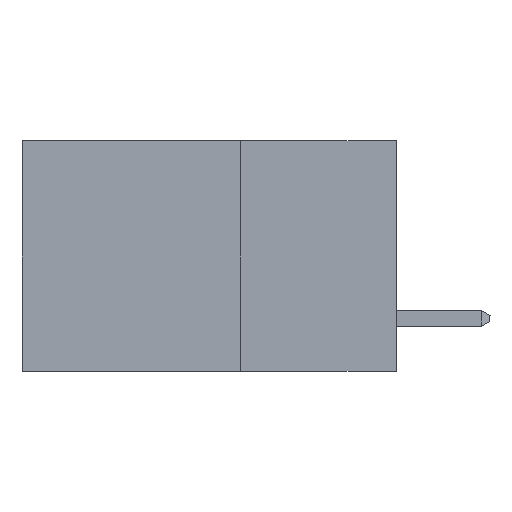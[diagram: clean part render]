
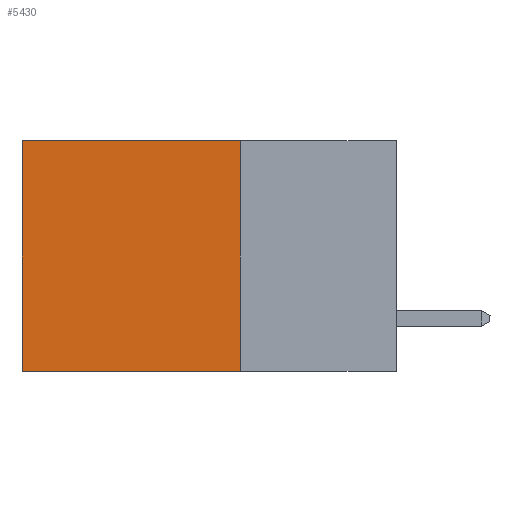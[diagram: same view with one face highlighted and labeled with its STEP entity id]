
A CAD part, left-side view. The second image highlights one B-rep face of the part: STEP entity #5430.
In plain terms, the highlighted planar face has unit normal (-1, 0, 0).
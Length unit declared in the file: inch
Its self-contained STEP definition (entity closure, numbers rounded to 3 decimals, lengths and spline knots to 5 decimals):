
#395 = FACE_OUTER_BOUND ( 'NONE', #13640, .T. ) ;
#477 = CARTESIAN_POINT ( 'NONE',  ( 0.2615, 0.25, -0.37 ) ) ;
#581 = LINE ( 'NONE', #2867, #13990 ) ;
#1434 = CARTESIAN_POINT ( 'NONE',  ( 0.2615, 0.25, -0.37 ) ) ;
#2107 = VECTOR ( 'NONE', #8006, 39.37008 ) ;
#2348 = ORIENTED_EDGE ( 'NONE', *, *, #10998, .T. ) ;
#2474 = DIRECTION ( 'NONE',  ( 1., 0., 0. ) ) ;
#2741 = CARTESIAN_POINT ( 'NONE',  ( 0.2615, 0.25, 0. ) ) ;
#2867 = CARTESIAN_POINT ( 'NONE',  ( 0.2615, 0.6, -0.37 ) ) ;
#3608 = CARTESIAN_POINT ( 'NONE',  ( 0.2615, 0.25, -0.37 ) ) ;
#3710 = EDGE_CURVE ( 'NONE', #11970, #11500, #10141, .T. ) ;
#4705 = EDGE_CURVE ( 'NONE', #12408, #11044, #581, .T. ) ;
#5327 = AXIS2_PLACEMENT_3D ( 'NONE', #3608, #2474, #12419 ) ;
#5430 = ADVANCED_FACE ( 'NONE', ( #395 ), #12277, .F. ) ;
#5896 = VECTOR ( 'NONE', #9402, 39.37008 ) ;
#6040 = LINE ( 'NONE', #2741, #5896 ) ;
#6257 = CARTESIAN_POINT ( 'NONE',  ( 0.2615, 0.6, 0. ) ) ;
#7257 = DIRECTION ( 'NONE',  ( 0., 0., -1. ) ) ;
#8006 = DIRECTION ( 'NONE',  ( 0., 0., -1. ) ) ;
#8599 = ORIENTED_EDGE ( 'NONE', *, *, #3710, .F. ) ;
#8635 = EDGE_CURVE ( 'NONE', #11500, #11044, #10287, .T. ) ;
#9288 = DIRECTION ( 'NONE',  ( 0., 1., 0. ) ) ;
#9334 = CARTESIAN_POINT ( 'NONE',  ( 0.2615, 0.6, -0.37 ) ) ;
#9354 = CARTESIAN_POINT ( 'NONE',  ( 0.2615, 0.25, 0. ) ) ;
#9402 = DIRECTION ( 'NONE',  ( 0., 1., 0. ) ) ;
#10141 = LINE ( 'NONE', #10212, #2107 ) ;
#10212 = CARTESIAN_POINT ( 'NONE',  ( 0.2615, 0.25, -0.37 ) ) ;
#10287 = LINE ( 'NONE', #477, #10401 ) ;
#10401 = VECTOR ( 'NONE', #9288, 39.37008 ) ;
#10998 = EDGE_CURVE ( 'NONE', #11970, #12408, #6040, .T. ) ;
#11044 = VERTEX_POINT ( 'NONE', #9334 ) ;
#11500 = VERTEX_POINT ( 'NONE', #1434 ) ;
#11970 = VERTEX_POINT ( 'NONE', #9354 ) ;
#12277 = PLANE ( 'NONE',  #5327 ) ;
#12408 = VERTEX_POINT ( 'NONE', #6257 ) ;
#12419 = DIRECTION ( 'NONE',  ( 0., 0., -1. ) ) ;
#12539 = ORIENTED_EDGE ( 'NONE', *, *, #8635, .F. ) ;
#13640 = EDGE_LOOP ( 'NONE', ( #14035, #12539, #8599, #2348 ) ) ;
#13990 = VECTOR ( 'NONE', #7257, 39.37008 ) ;
#14035 = ORIENTED_EDGE ( 'NONE', *, *, #4705, .T. ) ;
